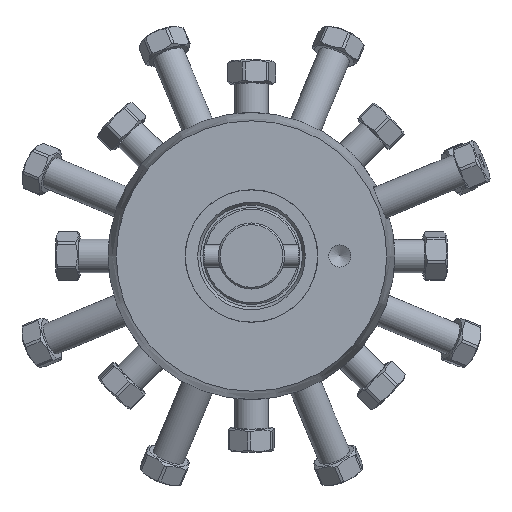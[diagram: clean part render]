
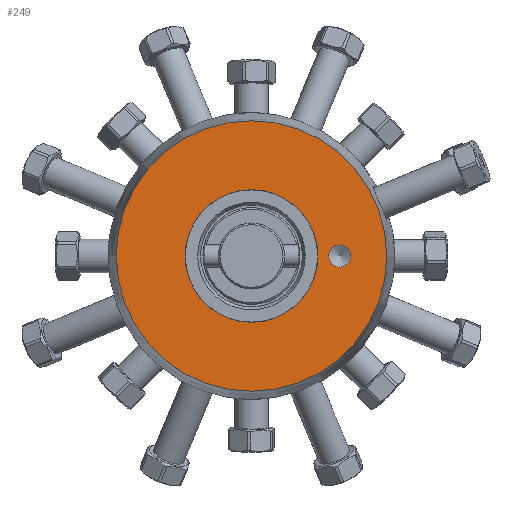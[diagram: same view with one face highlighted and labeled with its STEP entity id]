
A CAD part, left-side view. The second image highlights one B-rep face of the part: STEP entity #249.
In plain terms, the highlighted planar face has unit normal (-1, 0, 0).
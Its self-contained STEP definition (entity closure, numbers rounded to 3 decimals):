
#207=CARTESIAN_POINT('',(6.35,-12.7,1.607));
#208=VERTEX_POINT('',#207);
#209=CARTESIAN_POINT('',(6.35,-12.7,0.0));
#210=DIRECTION('',(1.0,0.0,0.0));
#211=DIRECTION('',(0.0,0.0,1.0));
#212=AXIS2_PLACEMENT_3D('',#209,#210,#211);
#213=CIRCLE('',#212,1.607);
#214=EDGE_CURVE('',#208,#208,#213,.T.);
#219=CARTESIAN_POINT('',(6.35,14.501,0.0));
#220=DIRECTION('',(-1.0,0.0,0.0));
#221=DIRECTION('',(0.0,0.0,1.0));
#222=AXIS2_PLACEMENT_3D('',#219,#220,#221);
#223=PLANE('',#222);
#224=CARTESIAN_POINT('',(6.35,19.477,0.0));
#225=VERTEX_POINT('',#224);
#226=CARTESIAN_POINT('',(6.35,0.0,0.0));
#227=DIRECTION('',(1.0,0.0,0.0));
#228=DIRECTION('',(0.0,1.0,0.0));
#229=AXIS2_PLACEMENT_3D('',#226,#227,#228);
#230=CIRCLE('',#229,19.477);
#231=EDGE_CURVE('',#225,#225,#230,.T.);
#232=ORIENTED_EDGE('',*,*,#231,.F.);
#233=EDGE_LOOP('',(#232));
#234=FACE_OUTER_BOUND('',#233,.T.);
#235=CARTESIAN_POINT('',(6.35,9.555,0.));
#236=VERTEX_POINT('',#235);
#237=CARTESIAN_POINT('',(6.35,0.0,0.0));
#238=DIRECTION('',(-1.0,0.0,0.0));
#239=DIRECTION('',(0.0,-1.0,0.0));
#240=AXIS2_PLACEMENT_3D('',#237,#238,#239);
#241=CIRCLE('',#240,9.555);
#242=EDGE_CURVE('',#236,#236,#241,.T.);
#243=ORIENTED_EDGE('',*,*,#242,.F.);
#244=EDGE_LOOP('',(#243));
#245=FACE_BOUND('',#244,.T.);
#246=ORIENTED_EDGE('',*,*,#214,.T.);
#247=EDGE_LOOP('',(#246));
#248=FACE_BOUND('',#247,.T.);
#249=ADVANCED_FACE('',(#234,#245,#248),#223,.T.);
